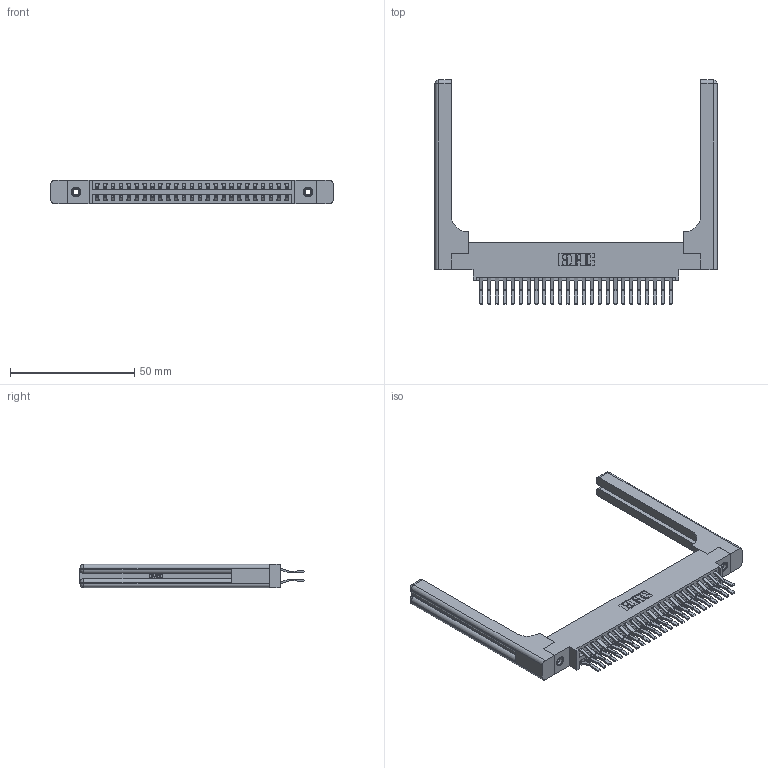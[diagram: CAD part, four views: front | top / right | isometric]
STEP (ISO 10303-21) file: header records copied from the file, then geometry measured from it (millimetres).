
FILE_DESCRIPTION (( 'STEP AP203' ), '1' );
FILE_NAME ('396-050-560-858.STEP', '2019-11-02T07:30:08', ( '' ), ( '' ), 'SwSTEP 2.0', 'SolidWorks 2016', '' );
FILE_SCHEMA (( 'CONFIG_CONTROL_DESIGN' ));
Length unit declared in the file: inch
Products named in the file (5): 396-050-560-858; 346 Part_0.170 Offset - 0.156 Dia-TH; 345-292-001_560 Tail; 345-250-001_345-250-001-102; 346-220-058_345-220-058
Assembly tree (55 placements, depth 2):
  396-050-560-858
    346 Part_0.170 Offset - 0.156 Dia-TH
    345-292-001_560 Tail  x50
    345-250-001_345-250-001-102  x2
    346-220-058_345-220-058  x2
Bounding box: 113.44 x 90.05 x 9.4 mm (x, y, z)
Volume: 18596.8 mm3; surface area: 21020.8 mm2
Topology: 55 solids, 55 shells, 3082 faces, 9057 edges, 5950 vertices
Faces by surface type: plane 1978, cylinder 1044, bspline 36, cone 12, sphere 8, torus 4
Entity records: 24006 total; most frequent: CARTESIAN_POINT 4989, ORIENTED_EDGE 3720, DIRECTION 3384, EDGE_CURVE 1860, VECTOR 1532, LINE 1532, VERTEX_POINT 1230, AXIS2_PLACEMENT_3D 926
